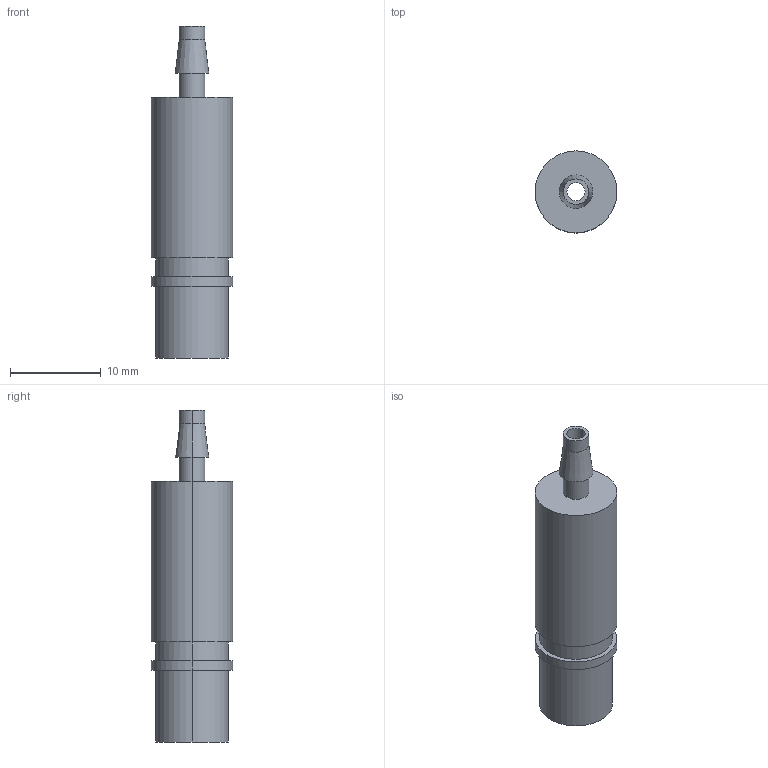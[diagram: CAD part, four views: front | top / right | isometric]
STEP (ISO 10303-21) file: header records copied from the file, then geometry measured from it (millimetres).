
FILE_DESCRIPTION((''),'2;1');
FILE_NAME('MPCF-ID3_0','2022-05-07T',('sy.ji'),(''),'PRO/ENGINEER BY PARAMETRIC TECHNOLOGY CORPORATION, 2012480','PRO/ENGINEER BY PARAMETRIC TECHNOLOGY CORPORATION, 2012480','');
FILE_SCHEMA(('CONFIG_CONTROL_DESIGN'));
Length unit declared in the file: millimetre
Products named in the file (1): MPCF-ID3_0
Bounding box: 9 x 9 x 36.5 mm (x, y, z)
Volume: 1176.4 mm3; surface area: 1474 mm2
Topology: 1 solids, 1 shells, 32 faces, 64 edges, 40 vertices
Faces by surface type: cylinder 18, plane 8, cone 6
Entity records: 1137 total; most frequent: DIRECTION 168, CARTESIAN_POINT 136, ORIENTED_EDGE 128, AXIS2_PLACEMENT_3D 72, EDGE_CURVE 64, VERTEX_POINT 40, EDGE_LOOP 40, CIRCLE 40
